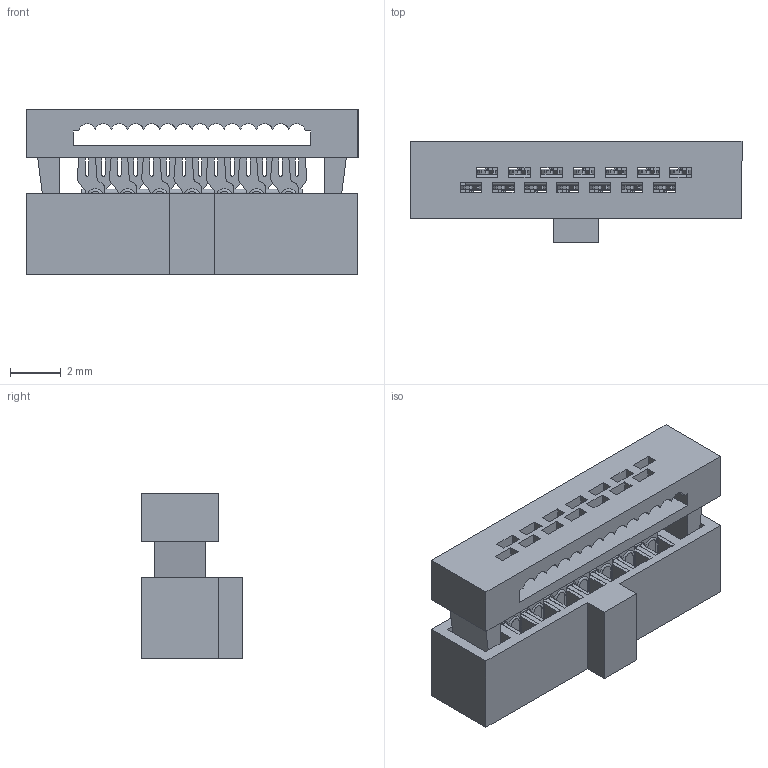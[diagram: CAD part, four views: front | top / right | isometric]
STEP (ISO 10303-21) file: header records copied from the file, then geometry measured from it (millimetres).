
FILE_DESCRIPTION(/* description */ ('Unknown'),/* implementation_level */ '2;1');
FILE_NAME(/* name */ '62701423121',/* time_stamp */ '2020-05-28T10:13:39+02:00',/* author */ ('Unknown'),/* organization */ ('Unknown'),/* preprocessor_version */ 'ST-DEVELOPER v16.7',/* originating_system */ 'DEX',/* authorisation */ $);
FILE_SCHEMA (('AUTOMOTIVE_DESIGN {1 0 10303 214 3 1 1}'));
Length unit declared in the file: millimetre
Products named in the file (4): 6270xx23121_Open; 62701423121; 6270xx23121_Pin; 62701423121_Cable clamp
Assembly tree (16 placements, depth 2):
  6270xx23121_Open
    62701423121
    6270xx23121_Pin  x14
    62701423121_Cable clamp
Bounding box: 13.08 x 4 x 6.53 mm (x, y, z)
Volume: 149.7 mm3; surface area: 842.3 mm2
Topology: 16 solids, 16 shells, 2171 faces, 5939 edges, 3818 vertices
Faces by surface type: plane 1363, cylinder 668, bspline 84, torus 56
Entity records: 17070 total; most frequent: CARTESIAN_POINT 3093, ORIENTED_EDGE 2960, DIRECTION 2754, EDGE_CURVE 1480, LINE 1244, VECTOR 1244, VERTEX_POINT 958, AXIS2_PLACEMENT_3D 755
